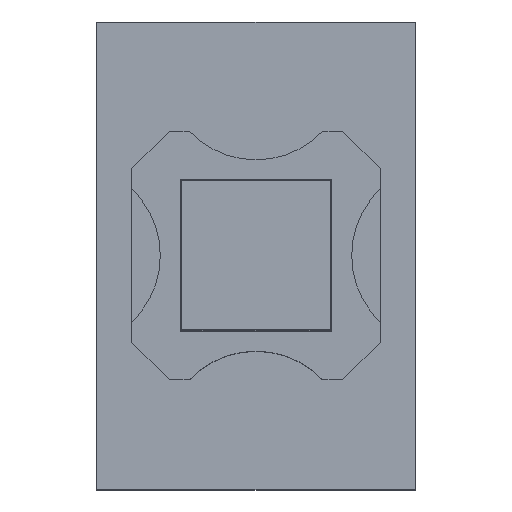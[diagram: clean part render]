
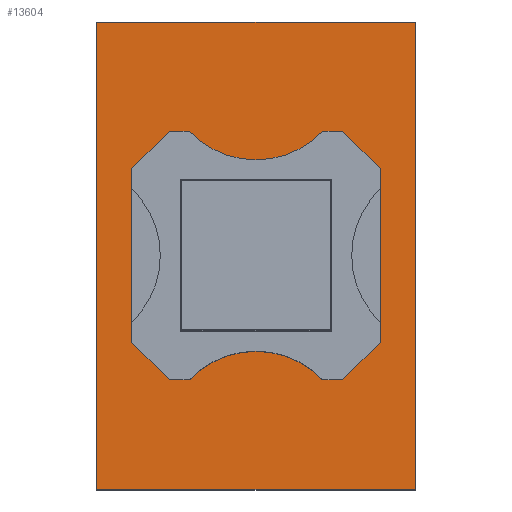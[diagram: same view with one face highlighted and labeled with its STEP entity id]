
A CAD part, top view. The second image highlights one B-rep face of the part: STEP entity #13604.
In plain terms, the highlighted planar face has unit normal (0, 0, 1).
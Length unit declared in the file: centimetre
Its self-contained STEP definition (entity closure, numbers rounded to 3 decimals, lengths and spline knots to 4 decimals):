
#170=FACE_BOUND('',#1751,.T.);
#478=CIRCLE('',#14248,0.371);
#479=CIRCLE('',#14250,0.371);
#1007=FACE_OUTER_BOUND('',#1750,.T.);
#1750=EDGE_LOOP('',(#10952,#10953,#10954,#10955));
#1751=EDGE_LOOP('',(#10956,#10957,#10958,#10959,#10960,#10961,#10962,#10963,
#10964,#10965,#10966,#10967));
#2911=LINE('',#22285,#4553);
#2962=LINE('',#22404,#4604);
#2964=LINE('',#22408,#4606);
#2967=LINE('',#22413,#4609);
#2971=LINE('',#22422,#4613);
#2973=LINE('',#22425,#4615);
#2975=LINE('',#22429,#4617);
#2977=LINE('',#22433,#4619);
#2978=LINE('',#22435,#4620);
#2980=LINE('',#22439,#4622);
#2981=LINE('',#22441,#4623);
#2982=LINE('',#22444,#4624);
#2983=LINE('',#22446,#4625);
#2984=LINE('',#22447,#4626);
#4553=VECTOR('',#16100,1.);
#4604=VECTOR('',#16207,1.);
#4606=VECTOR('',#16211,1.);
#4609=VECTOR('',#16216,1.);
#4613=VECTOR('',#16226,1.);
#4615=VECTOR('',#16230,1.);
#4617=VECTOR('',#16234,1.);
#4619=VECTOR('',#16238,1.);
#4620=VECTOR('',#16241,1.);
#4622=VECTOR('',#16245,1.);
#4623=VECTOR('',#16248,1.);
#4624=VECTOR('',#16251,1.);
#4625=VECTOR('',#16252,1.);
#4626=VECTOR('',#16253,1.);
#6124=VERTEX_POINT('',#22282);
#6125=VERTEX_POINT('',#22284);
#6161=VERTEX_POINT('',#22391);
#6162=VERTEX_POINT('',#22392);
#6163=VERTEX_POINT('',#22397);
#6164=VERTEX_POINT('',#22398);
#6165=VERTEX_POINT('',#22403);
#6166=VERTEX_POINT('',#22407);
#6167=VERTEX_POINT('',#22411);
#6168=VERTEX_POINT('',#22419);
#6169=VERTEX_POINT('',#22421);
#6170=VERTEX_POINT('',#22427);
#6171=VERTEX_POINT('',#22431);
#6172=VERTEX_POINT('',#22437);
#6173=VERTEX_POINT('',#22443);
#6174=VERTEX_POINT('',#22445);
#7790=EDGE_CURVE('',#6124,#6125,#2911,.T.);
#7843=EDGE_CURVE('',#6161,#6162,#478,.T.);
#7846=EDGE_CURVE('',#6163,#6164,#479,.T.);
#7849=EDGE_CURVE('',#6165,#6162,#2962,.T.);
#7851=EDGE_CURVE('',#6166,#6164,#2964,.T.);
#7854=EDGE_CURVE('',#6163,#6167,#2967,.T.);
#7858=EDGE_CURVE('',#6169,#6168,#2971,.T.);
#7860=EDGE_CURVE('',#6168,#6166,#2973,.T.);
#7862=EDGE_CURVE('',#6167,#6170,#2975,.T.);
#7864=EDGE_CURVE('',#6170,#6171,#2977,.T.);
#7865=EDGE_CURVE('',#6171,#6165,#2978,.T.);
#7867=EDGE_CURVE('',#6161,#6172,#2980,.T.);
#7868=EDGE_CURVE('',#6172,#6169,#2981,.T.);
#7869=EDGE_CURVE('',#6125,#6173,#2982,.T.);
#7870=EDGE_CURVE('',#6174,#6124,#2983,.T.);
#7871=EDGE_CURVE('',#6173,#6174,#2984,.T.);
#10952=ORIENTED_EDGE('',*,*,#7869,.F.);
#10953=ORIENTED_EDGE('',*,*,#7790,.F.);
#10954=ORIENTED_EDGE('',*,*,#7870,.F.);
#10955=ORIENTED_EDGE('',*,*,#7871,.F.);
#10956=ORIENTED_EDGE('',*,*,#7858,.T.);
#10957=ORIENTED_EDGE('',*,*,#7860,.T.);
#10958=ORIENTED_EDGE('',*,*,#7851,.T.);
#10959=ORIENTED_EDGE('',*,*,#7846,.F.);
#10960=ORIENTED_EDGE('',*,*,#7854,.T.);
#10961=ORIENTED_EDGE('',*,*,#7862,.T.);
#10962=ORIENTED_EDGE('',*,*,#7864,.T.);
#10963=ORIENTED_EDGE('',*,*,#7865,.T.);
#10964=ORIENTED_EDGE('',*,*,#7849,.T.);
#10965=ORIENTED_EDGE('',*,*,#7843,.F.);
#10966=ORIENTED_EDGE('',*,*,#7867,.T.);
#10967=ORIENTED_EDGE('',*,*,#7868,.T.);
#12926=PLANE('',#14263);
#13604=ADVANCED_FACE('',(#1007,#170),#12926,.T.);
#14248=AXIS2_PLACEMENT_3D('',#22393,#16195,#16196);
#14250=AXIS2_PLACEMENT_3D('',#22399,#16201,#16202);
#14263=AXIS2_PLACEMENT_3D('',#22442,#16249,#16250);
#16100=DIRECTION('',(0.,-1.,0.));
#16195=DIRECTION('center_axis',(0.,0.,-1.));
#16196=DIRECTION('ref_axis',(-0.724,-0.69,0.));
#16201=DIRECTION('center_axis',(0.,0.,-1.));
#16202=DIRECTION('ref_axis',(-0.724,-0.69,0.));
#16207=DIRECTION('',(1.,0.,0.));
#16211=DIRECTION('',(-1.,0.,0.));
#16216=DIRECTION('',(-1.,0.,0.));
#16226=DIRECTION('',(0.,-1.,0.));
#16230=DIRECTION('',(-0.707,-0.707,0.));
#16234=DIRECTION('',(-0.707,0.707,0.));
#16238=DIRECTION('',(0.,1.,0.));
#16241=DIRECTION('',(0.707,0.707,0.));
#16245=DIRECTION('',(1.,0.,0.));
#16248=DIRECTION('',(0.707,-0.707,0.));
#16249=DIRECTION('center_axis',(0.,0.,1.));
#16250=DIRECTION('ref_axis',(0.,-1.,0.));
#16251=DIRECTION('',(-1.,0.,0.));
#16252=DIRECTION('',(1.,0.,0.));
#16253=DIRECTION('',(0.,1.,0.));
#22282=CARTESIAN_POINT('',(0.64,0.94,1.45));
#22284=CARTESIAN_POINT('',(0.64,-0.94,1.45));
#22285=CARTESIAN_POINT('',(0.64,-0.94,1.45));
#22391=CARTESIAN_POINT('',(0.2685,0.5,1.45));
#22392=CARTESIAN_POINT('',(-0.2685,0.5,1.45));
#22393=CARTESIAN_POINT('Origin',(0.,0.756,1.45));
#22397=CARTESIAN_POINT('',(-0.2685,-0.5,1.45));
#22398=CARTESIAN_POINT('',(0.2685,-0.5,1.45));
#22399=CARTESIAN_POINT('Origin',(0.,-0.756,1.45));
#22403=CARTESIAN_POINT('',(-0.3485,0.5,1.45));
#22404=CARTESIAN_POINT('',(-0.1743,0.5,1.45));
#22407=CARTESIAN_POINT('',(0.3485,-0.5,1.45));
#22408=CARTESIAN_POINT('',(0.1743,-0.5,1.45));
#22411=CARTESIAN_POINT('',(-0.3485,-0.5,1.45));
#22413=CARTESIAN_POINT('',(0.1743,-0.5,1.45));
#22419=CARTESIAN_POINT('',(0.5,-0.3485,1.45));
#22421=CARTESIAN_POINT('',(0.5,0.3485,1.45));
#22422=CARTESIAN_POINT('',(0.5,0.1743,1.45));
#22425=CARTESIAN_POINT('',(0.4621,-0.3864,1.45));
#22427=CARTESIAN_POINT('',(-0.5,-0.3485,1.45));
#22429=CARTESIAN_POINT('',(-0.3864,-0.4621,1.45));
#22431=CARTESIAN_POINT('',(-0.5,0.3485,1.45));
#22433=CARTESIAN_POINT('',(-0.5,-0.1743,1.45));
#22435=CARTESIAN_POINT('',(-0.4621,0.3864,1.45));
#22437=CARTESIAN_POINT('',(0.3485,0.5,1.45));
#22439=CARTESIAN_POINT('',(-0.1743,0.5,1.45));
#22441=CARTESIAN_POINT('',(0.3864,0.4621,1.45));
#22442=CARTESIAN_POINT('Origin',(0.,0.,1.45));
#22443=CARTESIAN_POINT('',(-0.64,-0.94,1.45));
#22444=CARTESIAN_POINT('',(-0.64,-0.94,1.45));
#22445=CARTESIAN_POINT('',(-0.64,0.94,1.45));
#22446=CARTESIAN_POINT('',(0.64,0.94,1.45));
#22447=CARTESIAN_POINT('',(-0.64,0.94,1.45));
